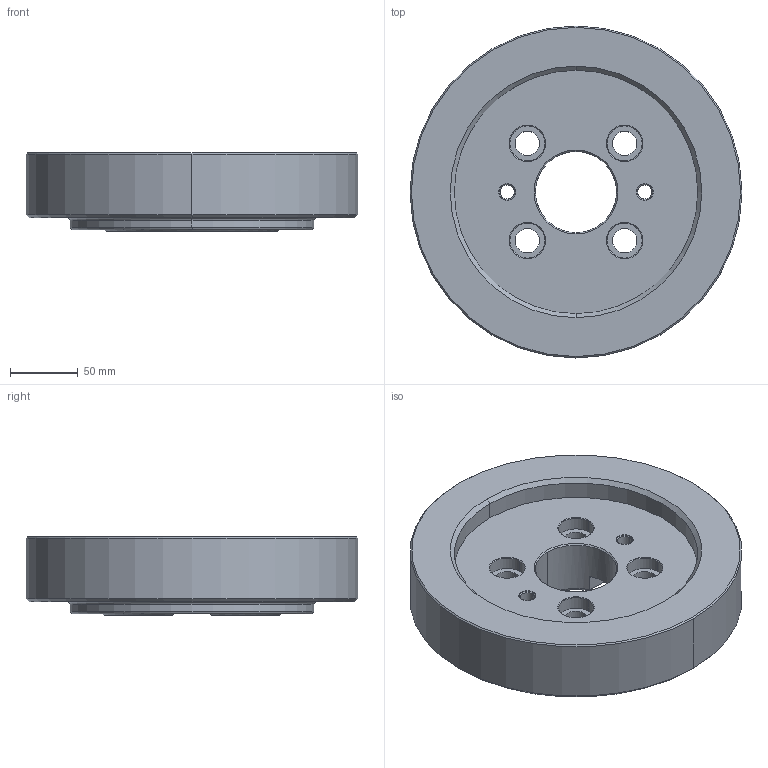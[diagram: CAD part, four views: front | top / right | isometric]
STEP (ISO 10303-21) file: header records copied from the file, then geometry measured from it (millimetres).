
FILE_DESCRIPTION((''),'2;1');
FILE_NAME('4W3A250R01__ASM','2009-12-02T',('rivarolo_pc'),(''),'PRO/ENGINEER BY PARAMETRIC TECHNOLOGY CORPORATION, 2007460','PRO/ENGINEER BY PARAMETRIC TECHNOLOGY CORPORATION, 2007460','');
FILE_SCHEMA(('CONFIG_CONTROL_DESIGN'));
Length unit declared in the file: millimetre
Products named in the file (2): 4W3A250R01_HSG; 4W3A250R01__ASM
Assembly tree (1 placements, depth 2):
  4W3A250R01__ASM
    4W3A250R01_HSG
Bounding box: 245.4 x 245.4 x 58 mm (x, y, z)
Volume: 1894118.2 mm3; surface area: 159106.2 mm2
Topology: 1 solids, 5 shells, 106 faces, 250 edges, 156 vertices
Faces by surface type: cylinder 42, cone 34, plane 24, torus 6
Entity records: 3293 total; most frequent: CARTESIAN_POINT 653, DIRECTION 594, ORIENTED_EDGE 484, EDGE_CURVE 250, AXIS2_PLACEMENT_3D 249, VERTEX_POINT 156, CIRCLE 138, EDGE_LOOP 130
